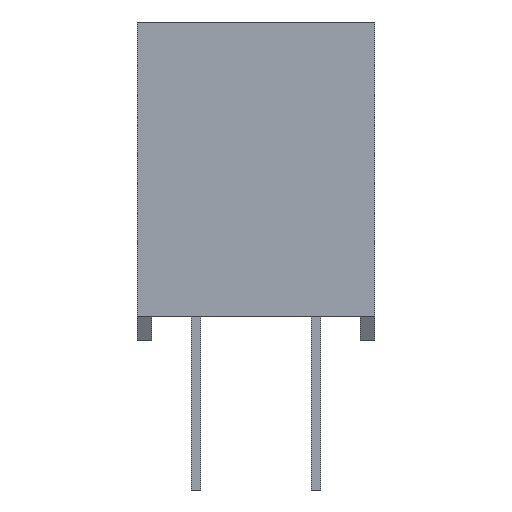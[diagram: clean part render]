
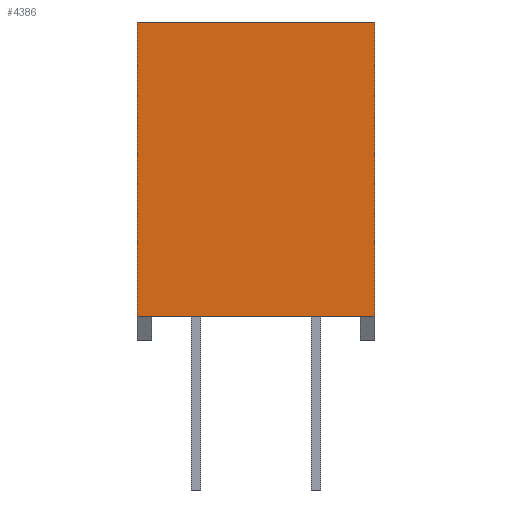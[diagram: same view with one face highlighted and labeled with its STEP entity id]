
A CAD part, left-side view. The second image highlights one B-rep face of the part: STEP entity #4386.
In plain terms, the highlighted planar face has unit normal (-1, 0, 0).
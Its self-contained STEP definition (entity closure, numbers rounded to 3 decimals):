
#134=DIRECTION('',(0.,-1.,0.));
#135=VECTOR('',#134,5.029);
#136=CARTESIAN_POINT('',(-10.16,2.515,0.));
#137=LINE('',#136,#135);
#594=DIRECTION('',(0.,0.,1.));
#595=VECTOR('',#594,6.223);
#596=CARTESIAN_POINT('',(-10.16,-2.515,0.));
#597=LINE('',#596,#595);
#726=DIRECTION('',(0.,0.,1.));
#727=VECTOR('',#726,6.223);
#728=CARTESIAN_POINT('',(-10.16,2.515,0.));
#729=LINE('',#728,#727);
#842=DIRECTION('',(0.,-1.,0.));
#843=VECTOR('',#842,5.029);
#844=CARTESIAN_POINT('',(-10.16,2.515,6.223));
#845=LINE('',#844,#843);
#2770=CARTESIAN_POINT('',(-10.16,2.515,0.));
#2771=CARTESIAN_POINT('',(-10.16,-2.515,0.));
#2772=VERTEX_POINT('',#2770);
#2773=VERTEX_POINT('',#2771);
#2778=CARTESIAN_POINT('',(-10.16,2.515,6.223));
#2779=CARTESIAN_POINT('',(-10.16,-2.515,6.223));
#2780=VERTEX_POINT('',#2778);
#2781=VERTEX_POINT('',#2779);
#4373=CARTESIAN_POINT('',(-10.16,2.515,0.));
#4374=DIRECTION('',(-1.,0.,0.));
#4375=DIRECTION('',(0.,-1.,0.));
#4376=AXIS2_PLACEMENT_3D('',#4373,#4374,#4375);
#4377=PLANE('',#4376);
#4378=ORIENTED_EDGE('',*,*,#3721,.F.);
#4380=ORIENTED_EDGE('',*,*,#4379,.T.);
#4382=ORIENTED_EDGE('',*,*,#4381,.T.);
#4383=ORIENTED_EDGE('',*,*,#4021,.F.);
#4384=EDGE_LOOP('',(#4378,#4380,#4382,#4383));
#4385=FACE_OUTER_BOUND('',#4384,.F.);
#4386=ADVANCED_FACE('',(#4385),#4377,.T.);
#3721=EDGE_CURVE('',#2772,#2773,#137,.T.);
#4021=EDGE_CURVE('',#2773,#2781,#597,.T.);
#4379=EDGE_CURVE('',#2772,#2780,#729,.T.);
#4381=EDGE_CURVE('',#2780,#2781,#845,.T.);
